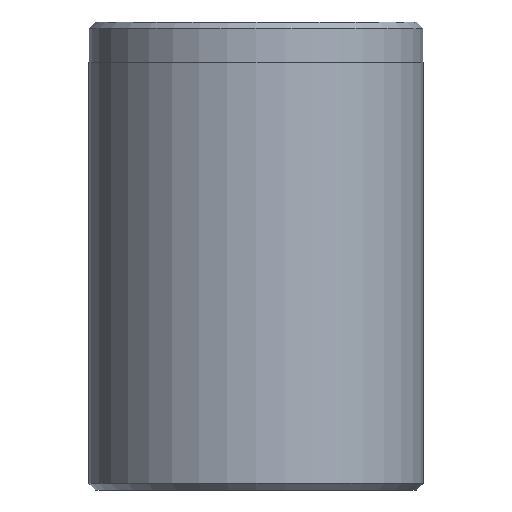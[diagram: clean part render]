
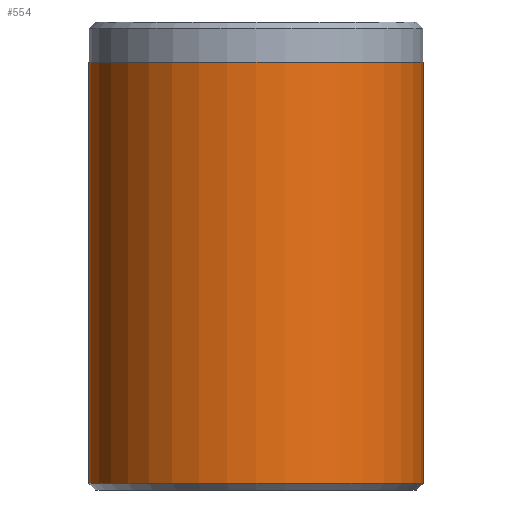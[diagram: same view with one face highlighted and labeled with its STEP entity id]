
A CAD part, front view. The second image highlights one B-rep face of the part: STEP entity #554.
In plain terms, the highlighted cylindrical face has radius 12.5 mm (diameter 25 mm), a partial arc.
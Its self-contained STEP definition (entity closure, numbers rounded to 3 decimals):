
#24 = DIRECTION ( 'NONE',  ( 0., 0., 1. ) ) ;
#70 = VERTEX_POINT ( 'NONE', #1059 ) ;
#102 = ORIENTED_EDGE ( 'NONE', *, *, #1327, .F. ) ;
#114 = EDGE_CURVE ( 'NONE', #1801, #70, #2518, .T. ) ;
#120 = CARTESIAN_POINT ( 'NONE',  ( 12.5, 0., 32. ) ) ;
#355 = DIRECTION ( 'NONE',  ( 0., 0., -1. ) ) ;
#421 = ORIENTED_EDGE ( 'NONE', *, *, #114, .F. ) ;
#440 = AXIS2_PLACEMENT_3D ( 'NONE', #1380, #24, #1613 ) ;
#441 = VECTOR ( 'NONE', #679, 1000. ) ;
#471 = CARTESIAN_POINT ( 'NONE',  ( 12.5, 0., 35. ) ) ;
#547 = AXIS2_PLACEMENT_3D ( 'NONE', #723, #716, #726 ) ;
#554 = ADVANCED_FACE ( 'NONE', ( #2188 ), #970, .T. ) ;
#562 = EDGE_CURVE ( 'NONE', #1489, #1491, #1642, .T. ) ;
#568 = CARTESIAN_POINT ( 'NONE',  ( 0., 0., 0.5 ) ) ;
#584 = CARTESIAN_POINT ( 'NONE',  ( -12.5, 0., 32. ) ) ;
#679 = DIRECTION ( 'NONE',  ( 0., 0., -1. ) ) ;
#683 = CARTESIAN_POINT ( 'NONE',  ( -12.5, 0., 35. ) ) ;
#716 = DIRECTION ( 'NONE',  ( 0., 0., -1. ) ) ;
#723 = CARTESIAN_POINT ( 'NONE',  ( 0., 0., 35. ) ) ;
#726 = DIRECTION ( 'NONE',  ( -1., 0., 0. ) ) ;
#790 = ORIENTED_EDGE ( 'NONE', *, *, #562, .T. ) ;
#795 = DIRECTION ( 'NONE',  ( 1., 0., 0. ) ) ;
#933 = VECTOR ( 'NONE', #355, 1000. ) ;
#970 = CYLINDRICAL_SURFACE ( 'NONE', #547, 12.5 ) ;
#1059 = CARTESIAN_POINT ( 'NONE',  ( 12.5, 0., 0.5 ) ) ;
#1327 = EDGE_CURVE ( 'NONE', #1489, #1801, #2709, .T. ) ;
#1364 = EDGE_LOOP ( 'NONE', ( #421, #102, #790, #1872 ) ) ;
#1380 = CARTESIAN_POINT ( 'NONE',  ( 0., 0., 32. ) ) ;
#1489 = VERTEX_POINT ( 'NONE', #584 ) ;
#1491 = VERTEX_POINT ( 'NONE', #2129 ) ;
#1613 = DIRECTION ( 'NONE',  ( 1., 0., 0. ) ) ;
#1642 = LINE ( 'NONE', #683, #441 ) ;
#1782 = EDGE_CURVE ( 'NONE', #1491, #70, #2564, .T. ) ;
#1801 = VERTEX_POINT ( 'NONE', #120 ) ;
#1814 = AXIS2_PLACEMENT_3D ( 'NONE', #568, #2117, #795 ) ;
#1872 = ORIENTED_EDGE ( 'NONE', *, *, #1782, .T. ) ;
#2117 = DIRECTION ( 'NONE',  ( 0., 0., 1. ) ) ;
#2129 = CARTESIAN_POINT ( 'NONE',  ( -12.5, 0., 0.5 ) ) ;
#2188 = FACE_OUTER_BOUND ( 'NONE', #1364, .T. ) ;
#2518 = LINE ( 'NONE', #471, #933 ) ;
#2564 = CIRCLE ( 'NONE', #1814, 12.5 ) ;
#2709 = CIRCLE ( 'NONE', #440, 12.5 ) ;
